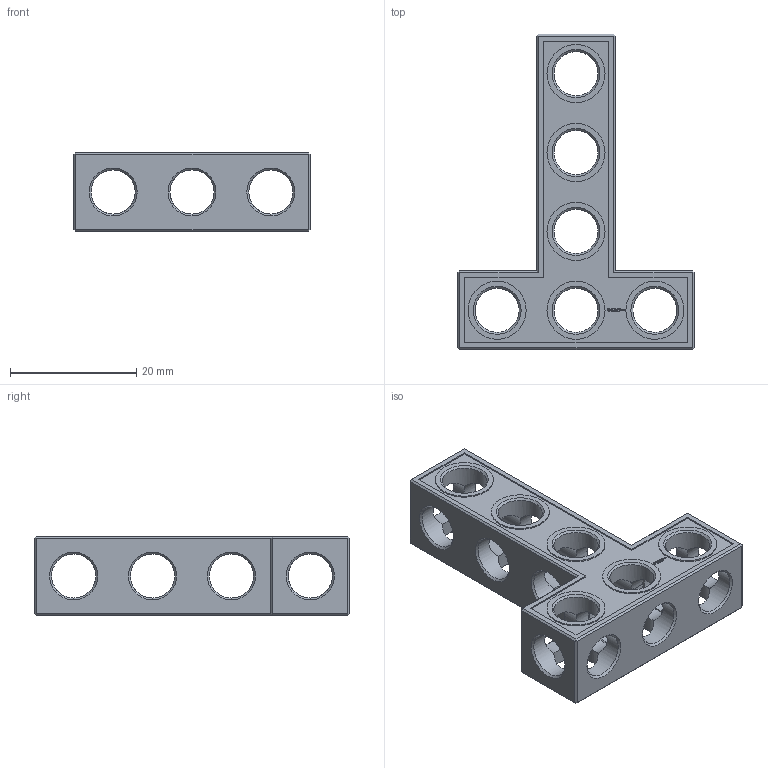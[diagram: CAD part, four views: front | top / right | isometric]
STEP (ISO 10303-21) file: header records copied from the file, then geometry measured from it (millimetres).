
FILE_DESCRIPTION(('FreeCAD Model'),'2;1');
FILE_NAME('Open CASCADE Shape Model','2021-08-07T21:11:41',( 'Paulo Kiefe'),('STEMFIE.org'),'Open CASCADE STEP processor 7.4', 'FreeCAD','Unknown');
FILE_SCHEMA(('AUTOMOTIVE_DESIGN { 1 0 10303 214 1 1 1 1 }'));
Length unit declared in the file: millimetre
Products named in the file (1): Beam_TSH_SYM_ESS_BU03x04x01_-_SPN-BEM-1002_(stemfie.org)
Bounding box: 37.5 x 50 x 12.5 mm (x, y, z)
Volume: 5852.5 mm3; surface area: 5431.8 mm2
Topology: 1 solids, 1 shells, 593 faces, 1676 edges, 1102 vertices
Faces by surface type: plane 380, extrusion 144, cylinder 41, cone 28
Full cylindrical faces by diameter (mm): 7 x31, 9.2 x6
Entity records: 48015 total; most frequent: CARTESIAN_POINT 11779, DIRECTION 5272, VECTOR 3942, LINE 3798, ORIENTED_EDGE 3352, PCURVE 3352, DEFINITIONAL_REPRESENTATION 3352, EDGE_CURVE 1676
